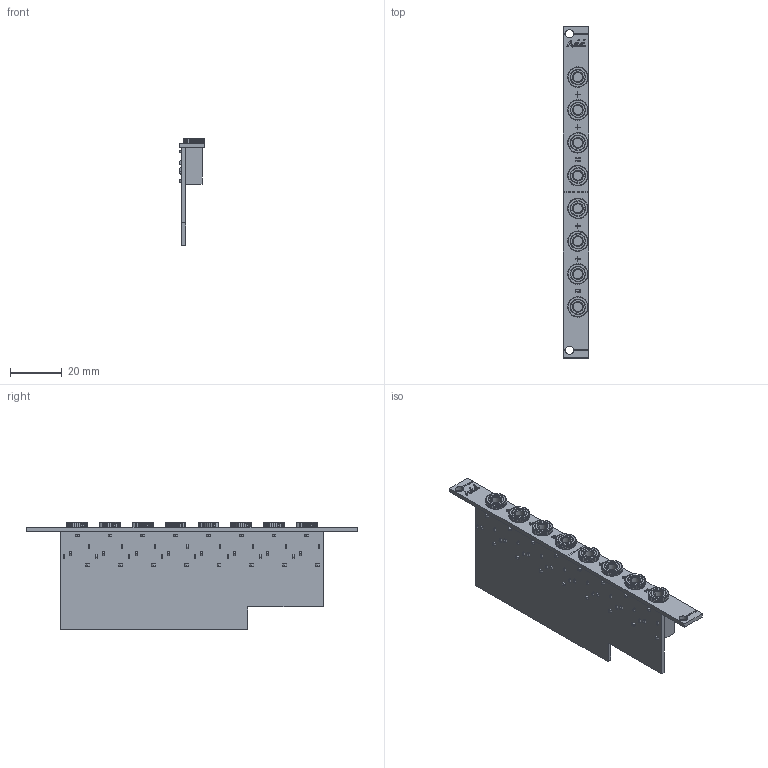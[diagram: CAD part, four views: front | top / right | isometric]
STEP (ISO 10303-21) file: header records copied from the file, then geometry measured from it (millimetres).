
FILE_DESCRIPTION (( 'STEP AP214' ), '1' );
FILE_NAME ('Slimline Precision Adder Module.STEP', '2022-02-10T10:32:50', ( '' ), ( '' ), 'SwSTEP 2.0', 'SolidWorks 2020', '' );
FILE_SCHEMA (( 'AUTOMOTIVE_DESIGN' ));
Length unit declared in the file: millimetre
Products named in the file (5): Slimline Precision Adder Front; Nut.step; Slimline Precision Adder Module; Platine^Slimline Precision Adder Module; PJ-324M.step
Assembly tree (18 placements, depth 2):
  Slimline Precision Adder Module
    Slimline Precision Adder Front
    Platine^Slimline Precision Adder Module
    PJ-324M.step  x8
    Nut.step  x8
Bounding box: 9.85 x 128.5 x 41.7 mm (x, y, z)
Volume: 16500.3 mm3; surface area: 17875.1 mm2
Topology: 18 solids, 18 shells, 1802 faces, 5060 edges, 3360 vertices
Faces by surface type: plane 905, cone 536, bspline 213, cylinder 148
Entity records: 26426 total; most frequent: CARTESIAN_POINT 11096, ORIENTED_EDGE 2882, DIRECTION 1678, EDGE_CURVE 1441, VERTEX_POINT 959, VECTOR 748, LINE 748, EDGE_LOOP 560
